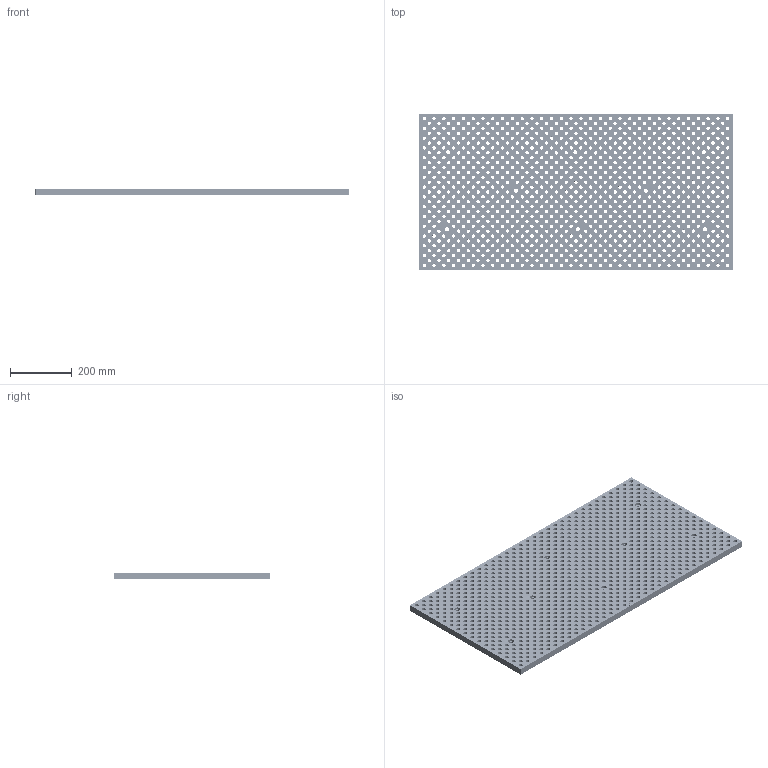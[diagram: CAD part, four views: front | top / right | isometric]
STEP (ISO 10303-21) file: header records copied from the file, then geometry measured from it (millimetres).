
FILE_DESCRIPTION(/* description */ (''),/* implementation_level */ '2;1');
FILE_NAME(/* name */ 'Brother_Speedio-S1000X1_40x20.step',/* time_stamp */ '2022-04-13T13:34:27-04:00',/* author */ (''),/* organization */ (''),/* preprocessor_version */ 'ST-DEVELOPER v18.1',/* originating_system */ 'Autodesk Translation Framework v10.14.0.1471',/* authorisation */ '');
FILE_SCHEMA (('AUTOMOTIVE_DESIGN { 1 0 10303 214 3 1 1 }'));
Products named in the file (2): Assy_S1000X1-21; 20*38 v2
Assembly tree (1 placements, depth 2):
  Assy_S1000X1-21
    20*38 v2
Bounding box: 1016 x 508 x 21.59 mm (x, y, z)
Volume: 8982691.9 mm3; surface area: 1671172.8 mm2
Topology: 1 solids, 1 shells, 3023 faces, 6135 edges, 4090 vertices
Faces by surface type: cylinder 1953, plane 989, bspline 81
Full cylindrical faces by diameter (mm): 10.808 x964, 12.725 x964, 13.081 x8, 19.939 x8
Entity records: 86911 total; most frequent: CARTESIAN_POINT 15747, DIRECTION 15701, ORIENTED_EDGE 12270, AXIS2_PLACEMENT_3D 6851, EDGE_CURVE 6135, EDGE_LOOP 5943, VERTEX_POINT 4090, CIRCLE 3906
